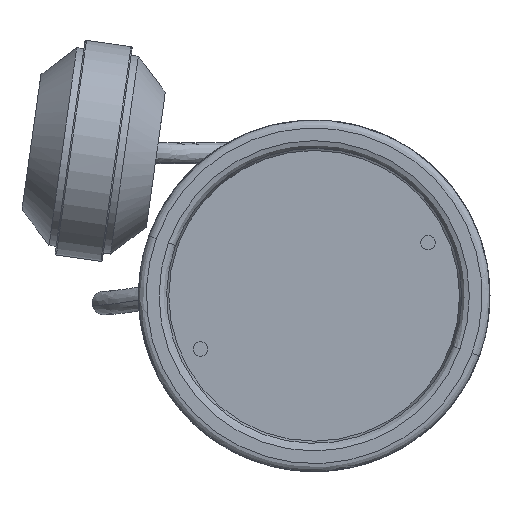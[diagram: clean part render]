
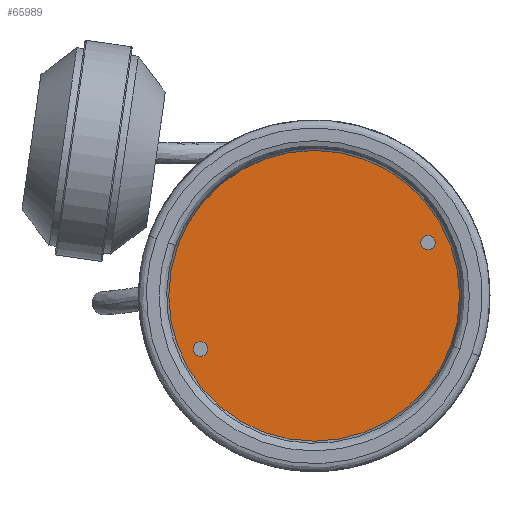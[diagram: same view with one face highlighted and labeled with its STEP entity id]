
A CAD part, front view. The second image highlights one B-rep face of the part: STEP entity #65989.
In plain terms, the highlighted planar face has unit normal (0, -1, 0).
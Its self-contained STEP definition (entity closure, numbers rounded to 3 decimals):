
#510 = EDGE_LOOP ( 'NONE', ( #22038, #22435 ) ) ;
#935 = CARTESIAN_POINT ( 'NONE',  ( 33.588, 5.2, 33.588 ) ) ;
#1401 = EDGE_CURVE ( 'NONE', #5884, #44572, #50289, .T. ) ;
#1940 = CARTESIAN_POINT ( 'NONE',  ( 0., 5.2, 55. ) ) ;
#2602 = CIRCLE ( 'NONE', #57737, 2.75 ) ;
#5091 = EDGE_CURVE ( 'NONE', #23058, #9064, #2602, .T. ) ;
#5884 = VERTEX_POINT ( 'NONE', #1940 ) ;
#7108 = CIRCLE ( 'NONE', #35220, 2.75 ) ;
#8461 = CARTESIAN_POINT ( 'NONE',  ( 33.588, 5.2, 33.588 ) ) ;
#9064 = VERTEX_POINT ( 'NONE', #19554 ) ;
#9716 = DIRECTION ( 'NONE',  ( 0., -1., 0. ) ) ;
#11019 = EDGE_LOOP ( 'NONE', ( #22004, #67826 ) ) ;
#11093 = CARTESIAN_POINT ( 'NONE',  ( -30.838, 5.2, -33.588 ) ) ;
#12100 = AXIS2_PLACEMENT_3D ( 'NONE', #46326, #13579, #68536 ) ;
#13266 = CIRCLE ( 'NONE', #21126, 2.75 ) ;
#13579 = DIRECTION ( 'NONE',  ( 0., 1., 0. ) ) ;
#18399 = EDGE_CURVE ( 'NONE', #31659, #46535, #7108, .T. ) ;
#19554 = CARTESIAN_POINT ( 'NONE',  ( -36.338, 5.2, -33.588 ) ) ;
#19955 = CARTESIAN_POINT ( 'NONE',  ( -33.588, 5.2, -33.588 ) ) ;
#21126 = AXIS2_PLACEMENT_3D ( 'NONE', #28792, #23867, #55903 ) ;
#21194 = CARTESIAN_POINT ( 'NONE',  ( 0., 5.2, 0. ) ) ;
#22004 = ORIENTED_EDGE ( 'NONE', *, *, #18399, .F. ) ;
#22038 = ORIENTED_EDGE ( 'NONE', *, *, #5091, .F. ) ;
#22435 = ORIENTED_EDGE ( 'NONE', *, *, #40221, .F. ) ;
#23058 = VERTEX_POINT ( 'NONE', #11093 ) ;
#23867 = DIRECTION ( 'NONE',  ( 0., -1., 0. ) ) ;
#24516 = FACE_BOUND ( 'NONE', #510, .T. ) ;
#25210 = FACE_OUTER_BOUND ( 'NONE', #33279, .T. ) ;
#25575 = AXIS2_PLACEMENT_3D ( 'NONE', #21194, #28121, #60859 ) ;
#26070 = CIRCLE ( 'NONE', #68825, 2.75 ) ;
#26324 = CARTESIAN_POINT ( 'NONE',  ( 36.338, 5.2, 33.588 ) ) ;
#28121 = DIRECTION ( 'NONE',  ( 0., -1., 0. ) ) ;
#28792 = CARTESIAN_POINT ( 'NONE',  ( -33.588, 5.2, -33.588 ) ) ;
#30649 = DIRECTION ( 'NONE',  ( 0., -1., 0. ) ) ;
#31337 = DIRECTION ( 'NONE',  ( 1., 0., 0. ) ) ;
#31659 = VERTEX_POINT ( 'NONE', #26324 ) ;
#32615 = EDGE_CURVE ( 'NONE', #46535, #31659, #26070, .T. ) ;
#33279 = EDGE_LOOP ( 'NONE', ( #60519, #54955 ) ) ;
#35220 = AXIS2_PLACEMENT_3D ( 'NONE', #935, #59069, #49191 ) ;
#39159 = CIRCLE ( 'NONE', #43588, 55. ) ;
#39627 = DIRECTION ( 'NONE',  ( 0., 0., -1. ) ) ;
#40221 = EDGE_CURVE ( 'NONE', #9064, #23058, #13266, .T. ) ;
#41685 = EDGE_CURVE ( 'NONE', #44572, #5884, #39159, .T. ) ;
#43588 = AXIS2_PLACEMENT_3D ( 'NONE', #66079, #60068, #39627 ) ;
#44572 = VERTEX_POINT ( 'NONE', #45754 ) ;
#45754 = CARTESIAN_POINT ( 'NONE',  ( 0., 5.2, -55. ) ) ;
#46326 = CARTESIAN_POINT ( 'NONE',  ( -110., 5.2, -110. ) ) ;
#46535 = VERTEX_POINT ( 'NONE', #63711 ) ;
#47026 = PLANE ( 'NONE',  #12100 ) ;
#49191 = DIRECTION ( 'NONE',  ( 1., 0., 0. ) ) ;
#50289 = CIRCLE ( 'NONE', #25575, 55. ) ;
#52656 = FACE_BOUND ( 'NONE', #11019, .T. ) ;
#54955 = ORIENTED_EDGE ( 'NONE', *, *, #1401, .T. ) ;
#55903 = DIRECTION ( 'NONE',  ( 1., 0., 0. ) ) ;
#57737 = AXIS2_PLACEMENT_3D ( 'NONE', #19955, #9716, #68221 ) ;
#59069 = DIRECTION ( 'NONE',  ( 0., -1., 0. ) ) ;
#60068 = DIRECTION ( 'NONE',  ( 0., -1., 0. ) ) ;
#60519 = ORIENTED_EDGE ( 'NONE', *, *, #41685, .T. ) ;
#60859 = DIRECTION ( 'NONE',  ( 0., 0., -1. ) ) ;
#63711 = CARTESIAN_POINT ( 'NONE',  ( 30.838, 5.2, 33.588 ) ) ;
#65989 = ADVANCED_FACE ( 'NONE', ( #52656, #24516, #25210 ), #47026, .F. ) ;
#66079 = CARTESIAN_POINT ( 'NONE',  ( 0., 5.2, 0. ) ) ;
#67826 = ORIENTED_EDGE ( 'NONE', *, *, #32615, .F. ) ;
#68221 = DIRECTION ( 'NONE',  ( 1., 0., 0. ) ) ;
#68536 = DIRECTION ( 'NONE',  ( 0., 0., 1. ) ) ;
#68825 = AXIS2_PLACEMENT_3D ( 'NONE', #8461, #30649, #31337 ) ;
